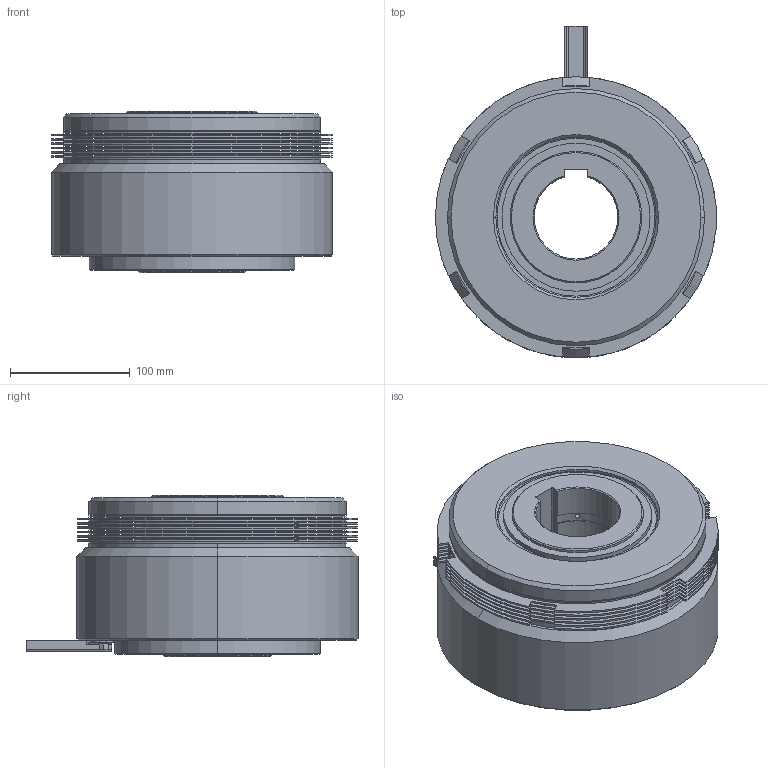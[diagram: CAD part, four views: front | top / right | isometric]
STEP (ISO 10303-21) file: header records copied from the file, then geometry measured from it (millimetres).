
FILE_DESCRIPTION (( 'STEP AP203' ), '1' );
FILE_NAME ('MWC 80_23633100_湿式多板電磁クラッチ組立.STEP', '2016-03-31T01:16:31', ( ' ' ), ( '' ), 'SwSTEP 2.0', 'SolidWorks 2009', '' );
FILE_SCHEMA (( 'CONFIG_CONTROL_DESIGN' ));
Length unit declared in the file: millimetre
Products named in the file (1): MWC 80_23633100_湿式多板電磁クラッチ組立
Bounding box: 235 x 277.5 x 135 mm (x, y, z)
Volume: 4421978.5 mm3; surface area: 663547.1 mm2
Topology: 2 solids, 10 shells, 469 faces, 1183 edges, 772 vertices
Faces by surface type: cylinder 223, plane 214, cone 30, torus 2
Entity records: 14932 total; most frequent: CARTESIAN_POINT 3237, DIRECTION 2503, ORIENTED_EDGE 2366, EDGE_CURVE 1183, AXIS2_PLACEMENT_3D 918, VERTEX_POINT 772, VECTOR 667, LINE 667
